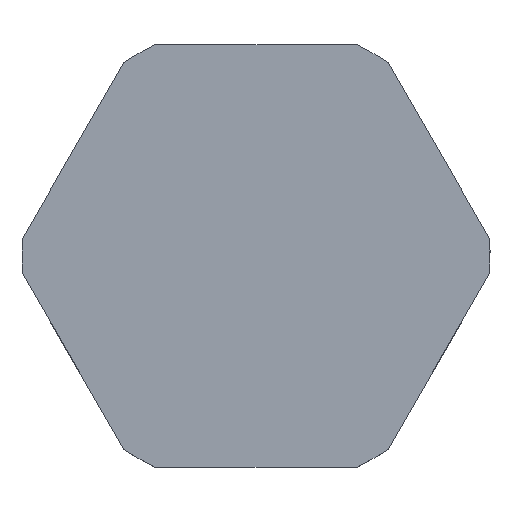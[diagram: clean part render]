
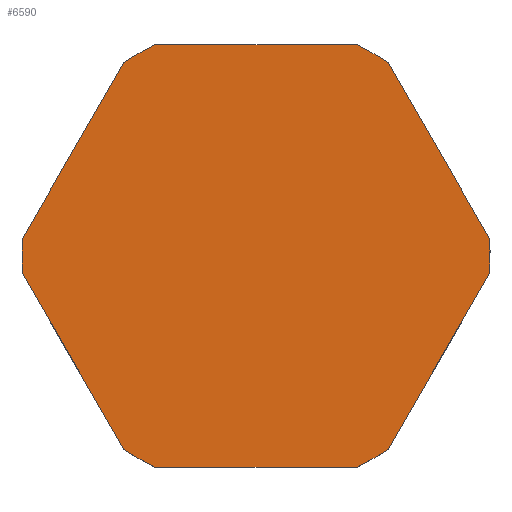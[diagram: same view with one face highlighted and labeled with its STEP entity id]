
A CAD part, top view. The second image highlights one B-rep face of the part: STEP entity #6590.
In plain terms, the highlighted face is planar.
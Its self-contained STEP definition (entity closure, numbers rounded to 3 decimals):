
#640=CARTESIAN_POINT('',(0.,6.888,10.069));
#650=VERTEX_POINT('',#640);
#680=CARTESIAN_POINT('',(0.,0.,0.));
#690=DIRECTION('',(1.,0.,0.));
#700=DIRECTION('',(0.,0.,-1.));
#710=AXIS2_PLACEMENT_3D('',#680,#690,#700);
#720=CIRCLE('',#710,12.2);
#730=CARTESIAN_POINT('',(0.,5.276,11.));
#740=VERTEX_POINT('',#730);
#750=EDGE_CURVE('',#650,#740,#720,.T.);
#2220=CARTESIAN_POINT('',(0.,0.,11.));
#2230=DIRECTION('',(0.,-1.,0.));
#2240=VECTOR('',#2230,1.);
#2250=LINE('',#2220,#2240);
#2260=CARTESIAN_POINT('',(0.,-5.276,11.));
#2270=VERTEX_POINT('',#2260);
#2280=EDGE_CURVE('',#740,#2270,#2250,.T.);
#2530=CARTESIAN_POINT('',(0.,0.,0.));
#2540=DIRECTION('',(1.,0.,0.));
#2550=DIRECTION('',(0.,0.,-1.));
#2560=AXIS2_PLACEMENT_3D('',#2530,#2540,#2550);
#2570=CIRCLE('',#2560,12.2);
#2580=CARTESIAN_POINT('',(0.,-6.888,10.069));
#2590=VERTEX_POINT('',#2580);
#2600=EDGE_CURVE('',#2270,#2590,#2570,.T.);
#3560=CARTESIAN_POINT('',(0.,-12.164,0.931));
#3570=VERTEX_POINT('',#3560);
#3600=CARTESIAN_POINT('',(0.,0.,0.));
#3610=DIRECTION('',(1.,0.,0.));
#3620=DIRECTION('',(0.,0.,-1.));
#3630=AXIS2_PLACEMENT_3D('',#3600,#3610,#3620);
#3640=CIRCLE('',#3630,12.2);
#3650=CARTESIAN_POINT('',(0.,-12.164,-0.931));
#3660=VERTEX_POINT('',#3650);
#3670=EDGE_CURVE('',#3570,#3660,#3640,.T.);
#3950=CARTESIAN_POINT('',(0.,12.164,0.931));
#3960=VERTEX_POINT('',#3950);
#3990=CARTESIAN_POINT('',(0.,12.702,0.));
#4000=DIRECTION('',(0.,-0.5,0.866));
#4010=VECTOR('',#4000,1.);
#4020=LINE('',#3990,#4010);
#4030=EDGE_CURVE('',#3960,#650,#4020,.T.);
#4210=CARTESIAN_POINT('',(0.,0.,0.));
#4220=DIRECTION('',(1.,0.,0.));
#4230=DIRECTION('',(0.,0.,-1.));
#4240=AXIS2_PLACEMENT_3D('',#4210,#4220,#4230);
#4250=CIRCLE('',#4240,12.2);
#4260=CARTESIAN_POINT('',(0.,-6.888,-10.069));
#4270=VERTEX_POINT('',#4260);
#4280=CARTESIAN_POINT('',(0.,-5.276,-11.));
#4290=VERTEX_POINT('',#4280);
#4300=EDGE_CURVE('',#4270,#4290,#4250,.T.);
#4800=CARTESIAN_POINT('',(0.,-12.702,0.));
#4810=DIRECTION('',(0.,-0.5,-0.866));
#4820=VECTOR('',#4810,1.);
#4830=LINE('',#4800,#4820);
#4840=EDGE_CURVE('',#2590,#3570,#4830,.T.);
#5040=CARTESIAN_POINT('',(0.,-12.702,0.));
#5050=DIRECTION('',(0.,0.5,-0.866));
#5060=VECTOR('',#5050,1.);
#5070=LINE('',#5040,#5060);
#5080=EDGE_CURVE('',#3660,#4270,#5070,.T.);
#5280=CARTESIAN_POINT('',(0.,0.,-11.));
#5290=DIRECTION('',(0.,1.,0.));
#5300=VECTOR('',#5290,1.);
#5310=LINE('',#5280,#5300);
#5320=CARTESIAN_POINT('',(0.,5.276,-11.));
#5330=VERTEX_POINT('',#5320);
#5340=EDGE_CURVE('',#4290,#5330,#5310,.T.);
#5620=CARTESIAN_POINT('',(0.,12.164,-0.931));
#5630=VERTEX_POINT('',#5620);
#5660=CARTESIAN_POINT('',(0.,0.,0.));
#5670=DIRECTION('',(1.,0.,0.));
#5680=DIRECTION('',(0.,0.,-1.));
#5690=AXIS2_PLACEMENT_3D('',#5660,#5670,#5680);
#5700=CIRCLE('',#5690,12.2);
#5710=EDGE_CURVE('',#5630,#3960,#5700,.T.);
#5910=CARTESIAN_POINT('',(0.,0.,0.));
#5920=DIRECTION('',(1.,0.,0.));
#5930=DIRECTION('',(0.,0.,-1.));
#5940=AXIS2_PLACEMENT_3D('',#5910,#5920,#5930);
#5950=CIRCLE('',#5940,12.2);
#5960=CARTESIAN_POINT('',(0.,6.888,-10.069));
#5970=VERTEX_POINT('',#5960);
#5980=EDGE_CURVE('',#5330,#5970,#5950,.T.);
#6230=CARTESIAN_POINT('',(0.,12.702,0.));
#6240=DIRECTION('',(0.,0.5,0.866));
#6250=VECTOR('',#6240,1.);
#6260=LINE('',#6230,#6250);
#6270=EDGE_CURVE('',#5970,#5630,#6260,.T.);
#6400=CARTESIAN_POINT('',(0.,0.,0.));
#6410=DIRECTION('',(-1.,0.,0.));
#6420=DIRECTION('',(0.,0.,1.));
#6430=AXIS2_PLACEMENT_3D('',#6400,#6410,#6420);
#6440=PLANE('',#6430);
#6450=ORIENTED_EDGE('',*,*,#2600,.T.);
#6460=ORIENTED_EDGE('',*,*,#2280,.T.);
#6470=ORIENTED_EDGE('',*,*,#750,.T.);
#6480=ORIENTED_EDGE('',*,*,#4030,.T.);
#6490=ORIENTED_EDGE('',*,*,#5710,.T.);
#6500=ORIENTED_EDGE('',*,*,#6270,.T.);
#6510=ORIENTED_EDGE('',*,*,#5980,.T.);
#6520=ORIENTED_EDGE('',*,*,#5340,.T.);
#6530=ORIENTED_EDGE('',*,*,#4300,.T.);
#6540=ORIENTED_EDGE('',*,*,#5080,.T.);
#6550=ORIENTED_EDGE('',*,*,#3670,.T.);
#6560=ORIENTED_EDGE('',*,*,#4840,.T.);
#6570=EDGE_LOOP('',(#6560,#6550,#6540,#6530,#6520,#6510,#6500,#6490,
#6480,#6470,#6460,#6450));
#6580=FACE_OUTER_BOUND('',#6570,.T.);
#6590=ADVANCED_FACE('',(#6580),#6440,.F.);
